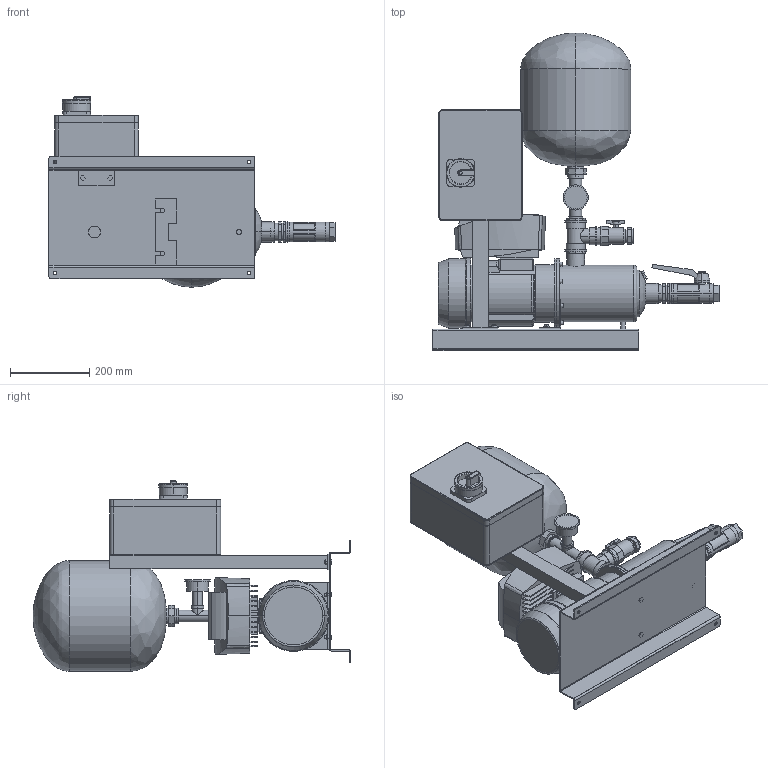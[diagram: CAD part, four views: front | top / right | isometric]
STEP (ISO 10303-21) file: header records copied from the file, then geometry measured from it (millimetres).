
FILE_DESCRIPTION (( 'STEP AP214' ), '1' );
FILE_NAME ('1EH_9-6_TE_ZB00044298.STEP', '2022-07-17T13:50:24', ( '' ), ( '' ), 'SwSTEP 2.0', 'SolidWorks 2020', '' );
FILE_SCHEMA (( 'AUTOMOTIVE_DESIGN' ));
Length unit declared in the file: millimetre
Products named in the file (1): 1EH_9-6_TE_ZB00044298
Bounding box: 722.6 x 803 x 481 mm (x, y, z)
Volume: 32403211.6 mm3; surface area: 2430985.7 mm2
Topology: 30 solids, 30 shells, 877 faces, 2097 edges, 1364 vertices
Faces by surface type: plane 471, cylinder 300, cone 61, torus 25, bspline 14, sphere 6
Entity records: 39872 total; most frequent: CARTESIAN_POINT 9220, DIRECTION 4332, ORIENTED_EDGE 4186, EDGE_CURVE 2093, AXIS2_PLACEMENT_3D 1540, VERTEX_POINT 1364, LINE 1252, VECTOR 1252
